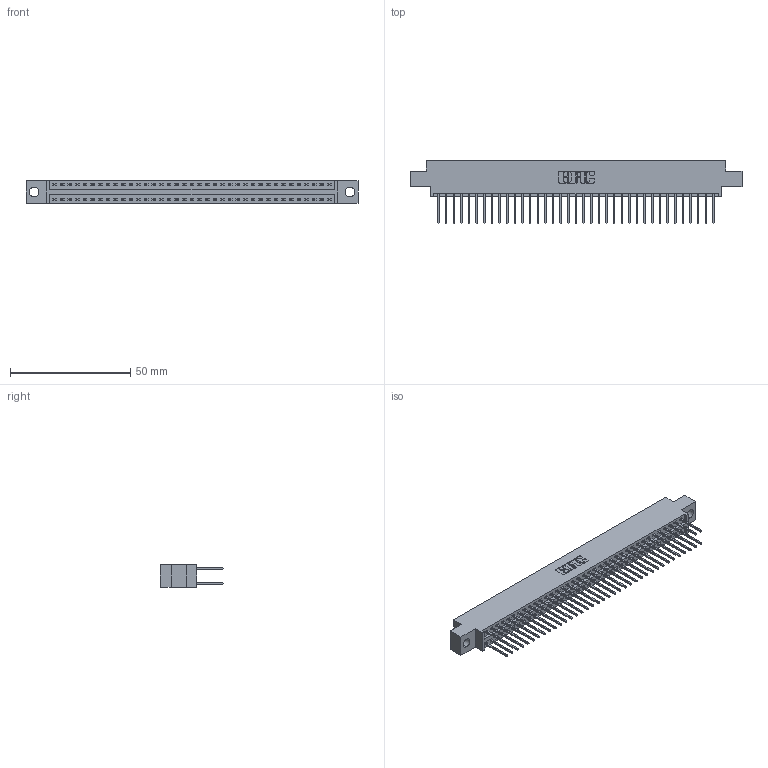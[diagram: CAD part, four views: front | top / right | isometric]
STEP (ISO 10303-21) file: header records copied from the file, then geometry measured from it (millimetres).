
FILE_DESCRIPTION (( 'STEP AP203' ), '1' );
FILE_NAME ('396-074-522-804.STEP', '2018-09-09T11:42:15', ( '' ), ( '' ), 'SwSTEP 2.0', 'SolidWorks 2016', '' );
FILE_SCHEMA (( 'CONFIG_CONTROL_DESIGN' ));
Length unit declared in the file: inch
Products named in the file (3): 396-074-522-804; 346 Part_0.170 Offset - 0.156 Dia-TH; 345-292-001_345-293-122
Assembly tree (75 placements, depth 2):
  396-074-522-804
    346 Part_0.170 Offset - 0.156 Dia-TH
    345-292-001_345-293-122  x74
Bounding box: 138.05 x 26.42 x 9.4 mm (x, y, z)
Volume: 13369.8 mm3; surface area: 19171.1 mm2
Topology: 75 solids, 75 shells, 3974 faces, 11811 edges, 7774 vertices
Faces by surface type: plane 2670, cylinder 1304
Entity records: 24973 total; most frequent: CARTESIAN_POINT 4124, ORIENTED_EDGE 4058, DIRECTION 3685, EDGE_CURVE 2029, VECTOR 1749, LINE 1749, VERTEX_POINT 1350, AXIS2_PLACEMENT_3D 968
